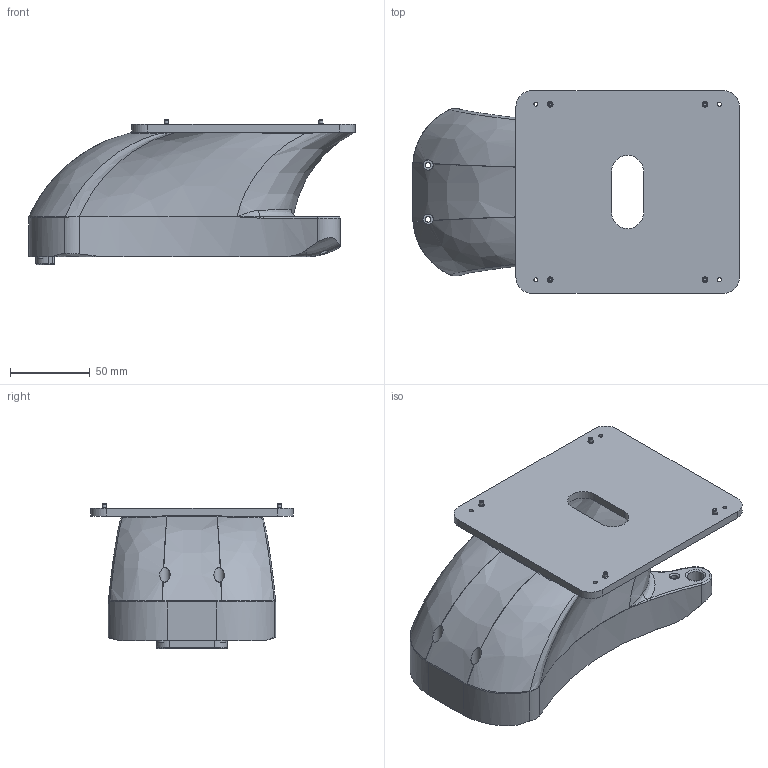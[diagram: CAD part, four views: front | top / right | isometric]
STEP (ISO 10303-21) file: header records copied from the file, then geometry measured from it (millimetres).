
FILE_DESCRIPTION(/* description */ (''),/* implementation_level */ '2;1');
FILE_NAME(/* name */ 'go2_interface.step',/* time_stamp */ '2026-01-13T11:19:09-03:00',/* author */ (''),/* organization */ (''),/* preprocessor_version */ 'ST-DEVELOPER v20.1',/* originating_system */ 'Autodesk Translation Framework v14.21.0.0',/* authorisation */ '');
FILE_SCHEMA (('AUTOMOTIVE_DESIGN { 1 0 10303 214 3 1 1 }'));
Length unit declared in the file: millimetre
Products named in the file (2): (Unsaved); Unitree Go2 Base_v4
Assembly tree (1 placements, depth 2):
  (Unsaved)
    Unitree Go2 Base_v4
Bounding box: 204.71 x 127 x 91.04 mm (x, y, z)
Volume: 332281.8 mm3; surface area: 125600.9 mm2
Topology: 1 solids, 1 shells, 310 faces, 856 edges, 541 vertices
Faces by surface type: bspline 123, cylinder 83, plane 74, torus 26, sphere 4
Full cylindrical faces by diameter (mm): 2.5 x8, 3.5 x4, 4.5 x4, 6 x2, 6.5 x2, 10.5 x2, 10.79 x2
Entity records: 27004 total; most frequent: CARTESIAN_POINT 19972, ORIENTED_EDGE 1672, DIRECTION 1135, EDGE_CURVE 836, VERTEX_POINT 535, AXIS2_PLACEMENT_3D 453, B_SPLINE_CURVE_WITH_KNOTS 344, EDGE_LOOP 337
